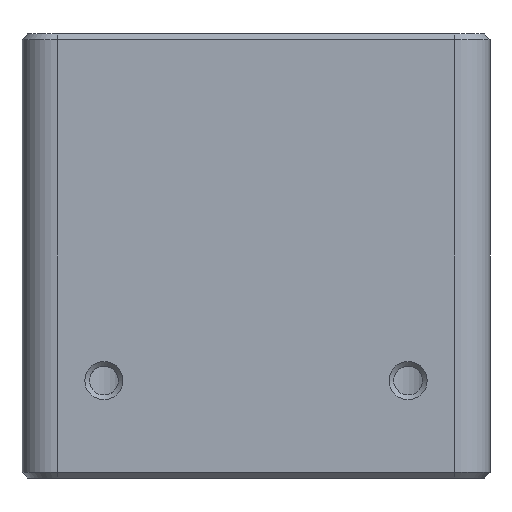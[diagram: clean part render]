
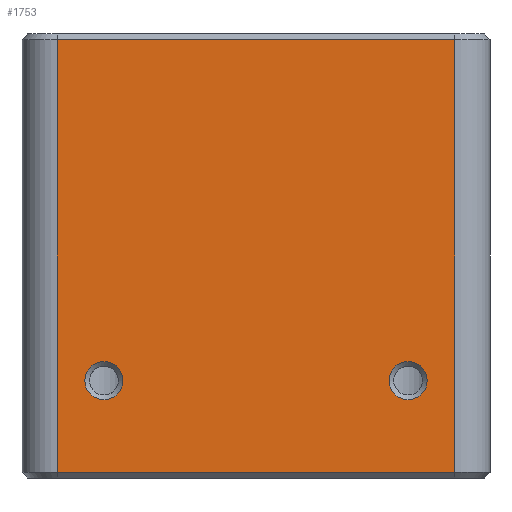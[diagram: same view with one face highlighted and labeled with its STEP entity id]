
A CAD part, front view. The second image highlights one B-rep face of the part: STEP entity #1753.
In plain terms, the highlighted planar face has unit normal (0, -1, 0).
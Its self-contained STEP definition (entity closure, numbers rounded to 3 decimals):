
#55=LINE('',#2693,#199);
#69=LINE('',#2744,#213);
#141=LINE('',#3041,#285);
#143=LINE('',#3044,#287);
#199=VECTOR('',#2139,1000.);
#213=VECTOR('',#2187,1000.);
#285=VECTOR('',#2421,1000.);
#287=VECTOR('',#2425,1000.);
#334=PLANE('',#1948);
#742=ORIENTED_EDGE('',*,*,#1099,.F.);
#743=ORIENTED_EDGE('',*,*,#979,.T.);
#744=ORIENTED_EDGE('',*,*,#1097,.T.);
#745=ORIENTED_EDGE('',*,*,#955,.T.);
#746=ORIENTED_EDGE('',*,*,#895,.F.);
#747=ORIENTED_EDGE('',*,*,#897,.F.);
#895=EDGE_CURVE('',#1131,#1131,#1299,.T.);
#897=EDGE_CURVE('',#1133,#1133,#1301,.T.);
#955=EDGE_CURVE('',#1196,#1195,#55,.T.);
#979=EDGE_CURVE('',#1213,#1215,#69,.T.);
#1097=EDGE_CURVE('',#1215,#1196,#141,.T.);
#1099=EDGE_CURVE('',#1213,#1195,#143,.T.);
#1131=VERTEX_POINT('',#2527);
#1133=VERTEX_POINT('',#2532);
#1195=VERTEX_POINT('',#2692);
#1196=VERTEX_POINT('',#2694);
#1213=VERTEX_POINT('',#2738);
#1215=VERTEX_POINT('',#2743);
#1299=CIRCLE('',#1813,1.63);
#1301=CIRCLE('',#1816,1.63);
#1466=EDGE_LOOP('',(#742,#743,#744,#745));
#1467=EDGE_LOOP('',(#746));
#1468=EDGE_LOOP('',(#747));
#1618=FACE_BOUND('',#1466,.T.);
#1619=FACE_BOUND('',#1467,.T.);
#1620=FACE_BOUND('',#1468,.T.);
#1753=ADVANCED_FACE('',(#1618,#1619,#1620),#334,.T.);
#1813=AXIS2_PLACEMENT_3D('',#2526,#2024,#2025);
#1816=AXIS2_PLACEMENT_3D('',#2531,#2030,#2031);
#1948=AXIS2_PLACEMENT_3D('',#3043,#2423,#2424);
#2024=DIRECTION('',(0.,-1.,0.));
#2025=DIRECTION('',(1.,0.,0.));
#2030=DIRECTION('',(0.,-1.,0.));
#2031=DIRECTION('',(1.,0.,0.));
#2139=DIRECTION('',(1.,0.,0.));
#2187=DIRECTION('',(-1.,0.,0.));
#2421=DIRECTION('',(0.,0.,-1.));
#2423=DIRECTION('',(0.,-1.,0.));
#2424=DIRECTION('',(1.,0.,0.));
#2425=DIRECTION('',(0.,0.,-1.));
#2526=CARTESIAN_POINT('',(-13.,-20.,8.33));
#2527=CARTESIAN_POINT('',(-11.371,-20.,8.33));
#2531=CARTESIAN_POINT('',(13.,-20.,8.33));
#2532=CARTESIAN_POINT('',(14.63,-20.,8.33));
#2692=CARTESIAN_POINT('',(17.,-20.,0.5));
#2693=CARTESIAN_POINT('',(17.,-20.,0.5));
#2694=CARTESIAN_POINT('',(-17.,-20.,0.5));
#2738=CARTESIAN_POINT('',(17.,-20.,37.45));
#2743=CARTESIAN_POINT('',(-17.,-20.,37.45));
#2744=CARTESIAN_POINT('',(-17.,-20.,37.45));
#3041=CARTESIAN_POINT('',(-17.,-20.,37.95));
#3043=CARTESIAN_POINT('',(17.,-20.,37.95));
#3044=CARTESIAN_POINT('',(17.,-20.,37.95));
